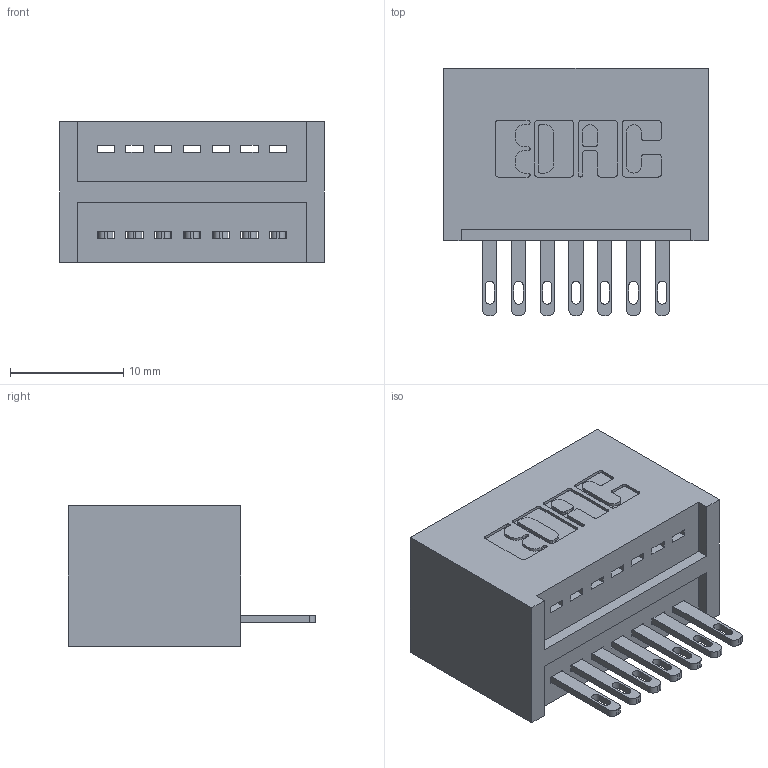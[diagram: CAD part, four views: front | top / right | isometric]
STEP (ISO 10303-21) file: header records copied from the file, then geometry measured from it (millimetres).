
FILE_DESCRIPTION (( 'STEP AP203' ), '1' );
FILE_NAME ('325-007-500-101.STEP', '2020-02-24T14:39:50', ( '' ), ( '' ), 'SwSTEP 2.0', 'SolidWorks 2016', '' );
FILE_SCHEMA (( 'CONFIG_CONTROL_DESIGN' ));
Length unit declared in the file: inch
Products named in the file (3): 325-007-500-101; 325-292-001_325-293-100; 325 Part_Lugless
Assembly tree (8 placements, depth 2):
  325-007-500-101
    325 Part_Lugless
    325-292-001_325-293-100  x7
Bounding box: 23.42 x 21.84 x 12.45 mm (x, y, z)
Volume: 3273.8 mm3; surface area: 3489.6 mm2
Topology: 8 solids, 8 shells, 484 faces, 1463 edges, 974 vertices
Faces by surface type: plane 318, cylinder 166
Entity records: 8459 total; most frequent: CARTESIAN_POINT 1471, ORIENTED_EDGE 1414, DIRECTION 1305, EDGE_CURVE 707, LINE 583, VECTOR 583, VERTEX_POINT 470, AXIS2_PLACEMENT_3D 361
